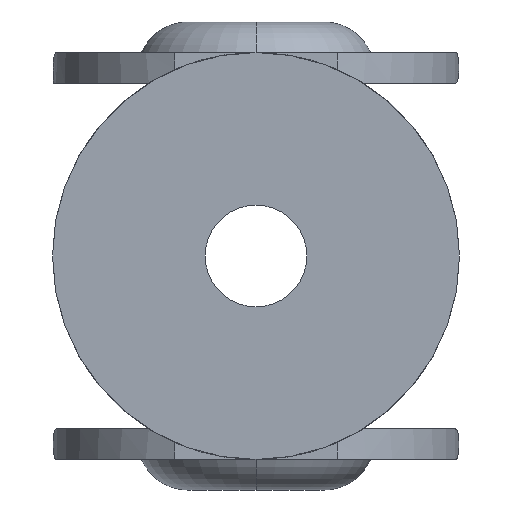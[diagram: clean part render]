
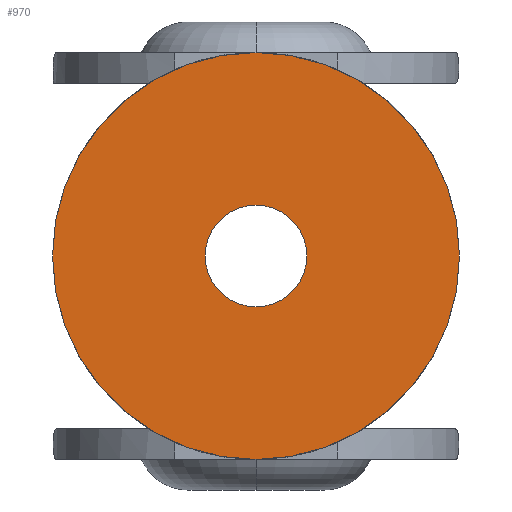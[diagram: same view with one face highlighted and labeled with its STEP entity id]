
A CAD part, front view. The second image highlights one B-rep face of the part: STEP entity #970.
In plain terms, the highlighted face is planar.
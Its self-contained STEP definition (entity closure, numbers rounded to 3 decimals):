
#75 = VERTEX_POINT ( 'NONE', #1018 ) ;
#193 = CARTESIAN_POINT ( 'NONE',  ( 0., 0., 0. ) ) ;
#215 = CARTESIAN_POINT ( 'NONE',  ( 0., 0., 0. ) ) ;
#243 = EDGE_CURVE ( 'NONE', #1226, #312, #354, .T. ) ;
#272 = CARTESIAN_POINT ( 'NONE',  ( 0., 0., 0. ) ) ;
#302 = CARTESIAN_POINT ( 'NONE',  ( 0., 0., 0. ) ) ;
#312 = VERTEX_POINT ( 'NONE', #600 ) ;
#338 = EDGE_LOOP ( 'NONE', ( #436, #391 ) ) ;
#354 = CIRCLE ( 'NONE', #1296, 20. ) ;
#391 = ORIENTED_EDGE ( 'NONE', *, *, #243, .F. ) ;
#436 = ORIENTED_EDGE ( 'NONE', *, *, #451, .F. ) ;
#451 = EDGE_CURVE ( 'NONE', #312, #1226, #726, .T. ) ;
#459 = ORIENTED_EDGE ( 'NONE', *, *, #569, .T. ) ;
#529 = FACE_BOUND ( 'NONE', #809, .T. ) ;
#554 = VERTEX_POINT ( 'NONE', #787 ) ;
#569 = EDGE_CURVE ( 'NONE', #554, #75, #964, .T. ) ;
#600 = CARTESIAN_POINT ( 'NONE',  ( 0., -20., 0. ) ) ;
#658 = FACE_OUTER_BOUND ( 'NONE', #338, .T. ) ;
#666 = DIRECTION ( 'NONE',  ( 0., 1., 0. ) ) ;
#672 = AXIS2_PLACEMENT_3D ( 'NONE', #272, #1108, #730 ) ;
#726 = CIRCLE ( 'NONE', #1127, 20. ) ;
#730 = DIRECTION ( 'NONE',  ( 0., 1., 0. ) ) ;
#758 = DIRECTION ( 'NONE',  ( 0., 1., 0. ) ) ;
#787 = CARTESIAN_POINT ( 'NONE',  ( 0., -5., 0. ) ) ;
#809 = EDGE_LOOP ( 'NONE', ( #459, #1302 ) ) ;
#813 = DIRECTION ( 'NONE',  ( 1., 0., 0. ) ) ;
#835 = EDGE_CURVE ( 'NONE', #75, #554, #1301, .T. ) ;
#964 = CIRCLE ( 'NONE', #1437, 5. ) ;
#970 = ADVANCED_FACE ( 'NONE', ( #658, #529 ), #1034, .F. ) ;
#999 = CARTESIAN_POINT ( 'NONE',  ( 0., 0., 0. ) ) ;
#1001 = AXIS2_PLACEMENT_3D ( 'NONE', #302, #1377, #666 ) ;
#1018 = CARTESIAN_POINT ( 'NONE',  ( 0., 5., 0. ) ) ;
#1025 = DIRECTION ( 'NONE',  ( 1., 0., 0. ) ) ;
#1034 = PLANE ( 'NONE',  #1001 ) ;
#1108 = DIRECTION ( 'NONE',  ( 1., 0., 0. ) ) ;
#1127 = AXIS2_PLACEMENT_3D ( 'NONE', #999, #1351, #758 ) ;
#1226 = VERTEX_POINT ( 'NONE', #1230 ) ;
#1230 = CARTESIAN_POINT ( 'NONE',  ( 0., 20., 0. ) ) ;
#1257 = DIRECTION ( 'NONE',  ( 0., 1., 0. ) ) ;
#1296 = AXIS2_PLACEMENT_3D ( 'NONE', #193, #1025, #1426 ) ;
#1301 = CIRCLE ( 'NONE', #672, 5. ) ;
#1302 = ORIENTED_EDGE ( 'NONE', *, *, #835, .T. ) ;
#1351 = DIRECTION ( 'NONE',  ( 1., 0., 0. ) ) ;
#1377 = DIRECTION ( 'NONE',  ( 1., 0., 0. ) ) ;
#1426 = DIRECTION ( 'NONE',  ( 0., 1., 0. ) ) ;
#1437 = AXIS2_PLACEMENT_3D ( 'NONE', #215, #813, #1257 ) ;
